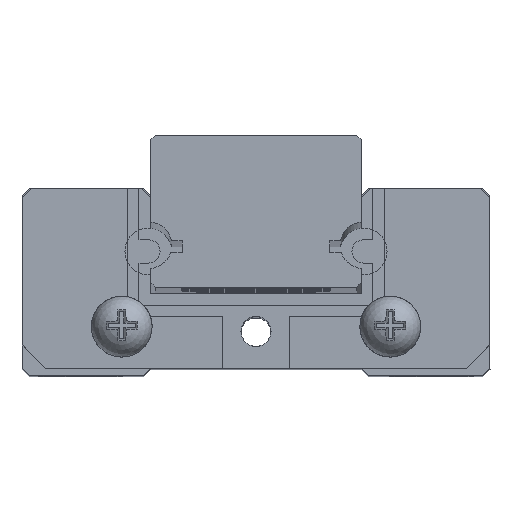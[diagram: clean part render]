
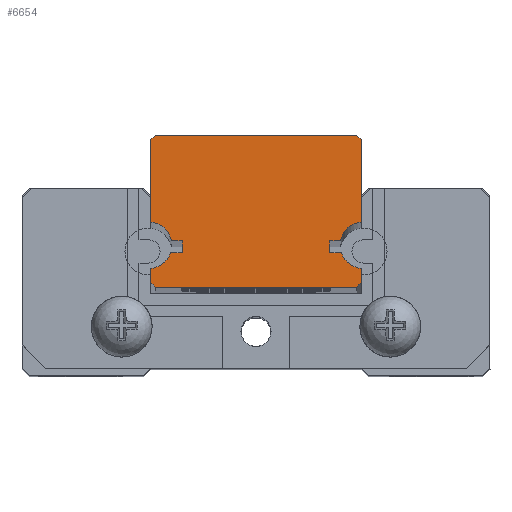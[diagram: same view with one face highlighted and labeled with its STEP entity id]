
A CAD part, top view. The second image highlights one B-rep face of the part: STEP entity #6654.
In plain terms, the highlighted planar face has unit normal (0, 0, 1).
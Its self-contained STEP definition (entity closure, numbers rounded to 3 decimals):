
#493=PLANE('',#7366);
#883=FACE_OUTER_BOUND('',#1282,.T.);
#1282=EDGE_LOOP('',(#6106,#6107,#6108,#6109,#6110,#6111,#6112,#6113,#6114,
#6115,#6116,#6117,#6118,#6119,#6120,#6121,#6122,#6123,#6124,#6125));
#1902=LINE('',#10942,#2557);
#1906=LINE('',#10950,#2561);
#1909=LINE('',#10957,#2564);
#1913=LINE('',#10965,#2568);
#1917=LINE('',#10977,#2572);
#1920=LINE('',#10983,#2575);
#1923=LINE('',#10989,#2578);
#1927=LINE('',#11001,#2582);
#1930=LINE('',#11008,#2585);
#1935=LINE('',#11022,#2590);
#1938=LINE('',#11028,#2593);
#1941=LINE('',#11034,#2596);
#1956=LINE('',#11114,#2611);
#1958=LINE('',#11128,#2613);
#1963=LINE('',#11138,#2618);
#1965=LINE('',#11141,#2620);
#2557=VECTOR('',#8996,10.);
#2561=VECTOR('',#9002,10.);
#2564=VECTOR('',#9007,10.);
#2568=VECTOR('',#9013,10.);
#2572=VECTOR('',#9025,10.);
#2575=VECTOR('',#9030,10.);
#2578=VECTOR('',#9035,10.);
#2582=VECTOR('',#9047,10.);
#2585=VECTOR('',#9052,10.);
#2590=VECTOR('',#9065,10.);
#2593=VECTOR('',#9070,10.);
#2596=VECTOR('',#9075,10.);
#2611=VECTOR('',#9170,10.);
#2613=VECTOR('',#9184,10.);
#2618=VECTOR('',#9193,10.);
#2620=VECTOR('',#9197,10.);
#2845=CIRCLE('',#7302,1.);
#2847=CIRCLE('',#7308,1.);
#2849=CIRCLE('',#7313,1.);
#2851=CIRCLE('',#7319,1.);
#3422=VERTEX_POINT('',#10940);
#3423=VERTEX_POINT('',#10941);
#3426=VERTEX_POINT('',#10949);
#3428=VERTEX_POINT('',#10955);
#3429=VERTEX_POINT('',#10956);
#3432=VERTEX_POINT('',#10964);
#3434=VERTEX_POINT('',#10970);
#3436=VERTEX_POINT('',#10976);
#3438=VERTEX_POINT('',#10982);
#3440=VERTEX_POINT('',#10988);
#3442=VERTEX_POINT('',#10994);
#3444=VERTEX_POINT('',#11000);
#3446=VERTEX_POINT('',#11006);
#3447=VERTEX_POINT('',#11007);
#3450=VERTEX_POINT('',#11015);
#3452=VERTEX_POINT('',#11021);
#3454=VERTEX_POINT('',#11027);
#3456=VERTEX_POINT('',#11033);
#3487=VERTEX_POINT('',#11127);
#3490=VERTEX_POINT('',#11137);
#4283=EDGE_CURVE('',#3422,#3423,#1902,.F.);
#4287=EDGE_CURVE('',#3426,#3422,#1906,.F.);
#4290=EDGE_CURVE('',#3428,#3429,#1909,.F.);
#4294=EDGE_CURVE('',#3432,#3428,#1913,.F.);
#4297=EDGE_CURVE('',#3434,#3432,#2845,.F.);
#4300=EDGE_CURVE('',#3436,#3434,#1917,.F.);
#4303=EDGE_CURVE('',#3438,#3436,#1920,.F.);
#4306=EDGE_CURVE('',#3440,#3438,#1923,.F.);
#4309=EDGE_CURVE('',#3442,#3440,#2847,.F.);
#4312=EDGE_CURVE('',#3444,#3442,#1927,.F.);
#4315=EDGE_CURVE('',#3446,#3447,#1930,.F.);
#4319=EDGE_CURVE('',#3450,#3446,#2849,.F.);
#4322=EDGE_CURVE('',#3452,#3450,#1935,.F.);
#4325=EDGE_CURVE('',#3454,#3452,#1938,.F.);
#4328=EDGE_CURVE('',#3456,#3454,#1941,.F.);
#4331=EDGE_CURVE('',#3423,#3456,#2851,.F.);
#4369=EDGE_CURVE('',#3429,#3426,#1956,.F.);
#4376=EDGE_CURVE('',#3487,#3444,#1958,.F.);
#4381=EDGE_CURVE('',#3447,#3490,#1963,.F.);
#4383=EDGE_CURVE('',#3490,#3487,#1965,.F.);
#6106=ORIENTED_EDGE('',*,*,#4331,.T.);
#6107=ORIENTED_EDGE('',*,*,#4328,.T.);
#6108=ORIENTED_EDGE('',*,*,#4325,.T.);
#6109=ORIENTED_EDGE('',*,*,#4322,.T.);
#6110=ORIENTED_EDGE('',*,*,#4319,.T.);
#6111=ORIENTED_EDGE('',*,*,#4315,.T.);
#6112=ORIENTED_EDGE('',*,*,#4381,.T.);
#6113=ORIENTED_EDGE('',*,*,#4383,.T.);
#6114=ORIENTED_EDGE('',*,*,#4376,.T.);
#6115=ORIENTED_EDGE('',*,*,#4312,.T.);
#6116=ORIENTED_EDGE('',*,*,#4309,.T.);
#6117=ORIENTED_EDGE('',*,*,#4306,.T.);
#6118=ORIENTED_EDGE('',*,*,#4303,.T.);
#6119=ORIENTED_EDGE('',*,*,#4300,.T.);
#6120=ORIENTED_EDGE('',*,*,#4297,.T.);
#6121=ORIENTED_EDGE('',*,*,#4294,.T.);
#6122=ORIENTED_EDGE('',*,*,#4290,.T.);
#6123=ORIENTED_EDGE('',*,*,#4369,.T.);
#6124=ORIENTED_EDGE('',*,*,#4287,.T.);
#6125=ORIENTED_EDGE('',*,*,#4283,.T.);
#6654=ADVANCED_FACE('',(#883),#493,.F.);
#7302=AXIS2_PLACEMENT_3D('',#10971,#9018,#9019);
#7308=AXIS2_PLACEMENT_3D('',#10995,#9040,#9041);
#7313=AXIS2_PLACEMENT_3D('',#11016,#9058,#9059);
#7319=AXIS2_PLACEMENT_3D('',#11039,#9080,#9081);
#7366=AXIS2_PLACEMENT_3D('',#11140,#9195,#9196);
#8996=DIRECTION('',(0.,-1.,0.));
#9002=DIRECTION('',(-0.707,-0.707,0.));
#9007=DIRECTION('',(-0.707,0.707,0.));
#9013=DIRECTION('',(0.,1.,0.));
#9018=DIRECTION('center_axis',(0.,0.,1.));
#9019=DIRECTION('ref_axis',(1.,0.,0.));
#9025=DIRECTION('',(1.,0.,0.));
#9030=DIRECTION('',(0.,1.,0.));
#9035=DIRECTION('',(-1.,0.,0.));
#9040=DIRECTION('center_axis',(0.,0.,1.));
#9041=DIRECTION('ref_axis',(1.,0.,0.));
#9047=DIRECTION('',(0.,1.,0.));
#9052=DIRECTION('',(0.,-1.,0.));
#9058=DIRECTION('center_axis',(0.,0.,1.));
#9059=DIRECTION('ref_axis',(1.,0.,0.));
#9065=DIRECTION('',(-1.,0.,0.));
#9070=DIRECTION('',(0.,-1.,0.));
#9075=DIRECTION('',(1.,0.,0.));
#9080=DIRECTION('center_axis',(0.,0.,1.));
#9081=DIRECTION('ref_axis',(1.,0.,0.));
#9170=DIRECTION('',(-1.,0.,0.));
#9184=DIRECTION('',(0.707,0.707,0.));
#9193=DIRECTION('',(0.707,-0.707,0.));
#9195=DIRECTION('center_axis',(0.,0.,-1.));
#9196=DIRECTION('ref_axis',(1.,0.,0.));
#9197=DIRECTION('',(1.,0.,0.));
#10940=CARTESIAN_POINT('',(4.5,-3.05,340.));
#10941=CARTESIAN_POINT('',(4.5,-2.445,340.));
#10942=CARTESIAN_POINT('',(4.5,-1.947,340.));
#10949=CARTESIAN_POINT('',(4.3,-3.25,340.));
#10950=CARTESIAN_POINT('',(4.925,-2.625,340.));
#10955=CARTESIAN_POINT('',(-4.5,-3.05,340.));
#10956=CARTESIAN_POINT('',(-4.3,-3.25,340.));
#10957=CARTESIAN_POINT('',(-2.525,-5.025,340.));
#10964=CARTESIAN_POINT('',(-4.5,-2.445,340.));
#10965=CARTESIAN_POINT('',(-4.5,-1.947,340.));
#10970=CARTESIAN_POINT('',(-3.65,-1.763,340.));
#10971=CARTESIAN_POINT('Origin',(-4.6,-1.45,340.));
#10976=CARTESIAN_POINT('',(-3.15,-1.763,340.));
#10977=CARTESIAN_POINT('',(0.475,-1.763,340.));
#10982=CARTESIAN_POINT('',(-3.15,-1.263,340.));
#10983=CARTESIAN_POINT('',(-3.15,-1.356,340.));
#10988=CARTESIAN_POINT('',(-3.618,-1.263,340.));
#10989=CARTESIAN_POINT('',(0.491,-1.263,340.));
#10994=CARTESIAN_POINT('',(-4.5,-0.455,340.));
#10995=CARTESIAN_POINT('Origin',(-4.6,-1.45,340.));
#11000=CARTESIAN_POINT('',(-4.5,3.05,340.));
#11001=CARTESIAN_POINT('',(-4.5,0.8,340.));
#11006=CARTESIAN_POINT('',(4.5,-0.455,340.));
#11007=CARTESIAN_POINT('',(4.5,3.05,340.));
#11008=CARTESIAN_POINT('',(4.5,0.8,340.));
#11015=CARTESIAN_POINT('',(3.618,-1.263,340.));
#11016=CARTESIAN_POINT('Origin',(4.6,-1.45,340.));
#11021=CARTESIAN_POINT('',(3.15,-1.263,340.));
#11022=CARTESIAN_POINT('',(4.109,-1.263,340.));
#11027=CARTESIAN_POINT('',(3.15,-1.763,340.));
#11028=CARTESIAN_POINT('',(3.15,-1.356,340.));
#11033=CARTESIAN_POINT('',(3.65,-1.763,340.));
#11034=CARTESIAN_POINT('',(4.125,-1.763,340.));
#11039=CARTESIAN_POINT('Origin',(4.6,-1.45,340.));
#11114=CARTESIAN_POINT('',(4.45,-3.25,340.));
#11127=CARTESIAN_POINT('',(-4.3,3.25,340.));
#11128=CARTESIAN_POINT('',(-3.25,4.3,340.));
#11137=CARTESIAN_POINT('',(4.3,3.25,340.));
#11138=CARTESIAN_POINT('',(5.65,1.9,340.));
#11140=CARTESIAN_POINT('Origin',(4.6,-1.45,340.));
#11141=CARTESIAN_POINT('',(4.45,3.25,340.));
